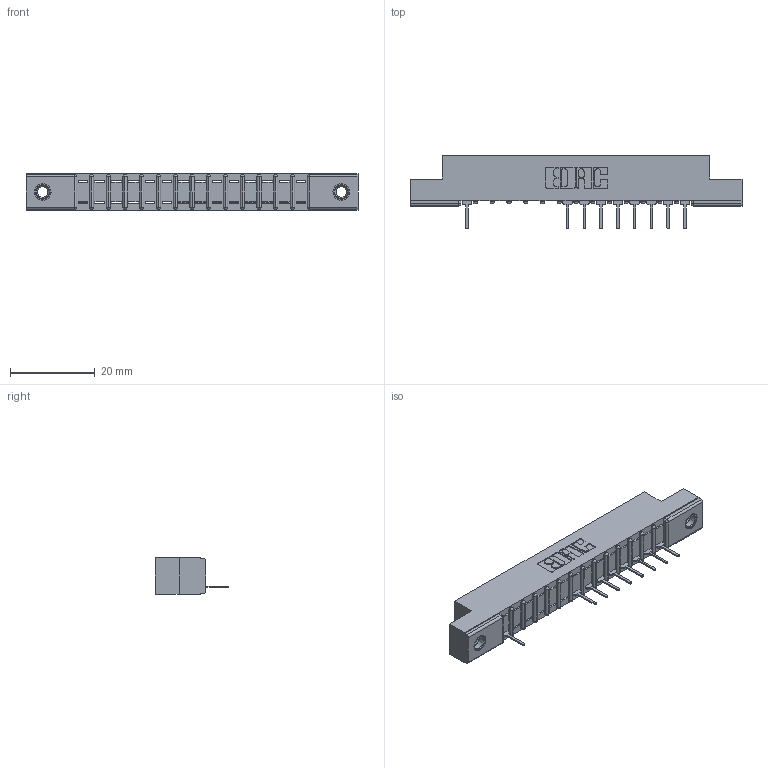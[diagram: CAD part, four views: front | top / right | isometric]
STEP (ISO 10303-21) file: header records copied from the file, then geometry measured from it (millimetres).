
FILE_DESCRIPTION (( 'STEP AP203' ), '1' );
FILE_NAME ('357-014-531-107.STEP', '2018-08-07T23:27:40', ( '' ), ( '' ), 'SwSTEP 2.0', 'SolidWorks 2016', '' );
FILE_SCHEMA (( 'CONFIG_CONTROL_DESIGN' ));
Length unit declared in the file: inch
Products named in the file (4): 307 Part_.156 Dia Mounting Holes; 307-290-001_531; 345-250-001_345-250-005-103; 357-014-531-107
Assembly tree (12 placements, depth 2):
  357-014-531-107
    307 Part_.156 Dia Mounting Holes
    307-290-001_531  x9
    345-250-001_345-250-005-103  x2
Bounding box: 78.49 x 17.42 x 8.71 mm (x, y, z)
Volume: 4872.7 mm3; surface area: 6761.9 mm2
Topology: 12 solids, 12 shells, 797 faces, 2237 edges, 1430 vertices
Faces by surface type: plane 495, cylinder 256, sphere 30, cone 12, torus 4
Entity records: 16447 total; most frequent: CARTESIAN_POINT 2762, ORIENTED_EDGE 2746, DIRECTION 2707, EDGE_CURVE 1373, LINE 1041, VECTOR 1041, VERTEX_POINT 888, AXIS2_PLACEMENT_3D 833
